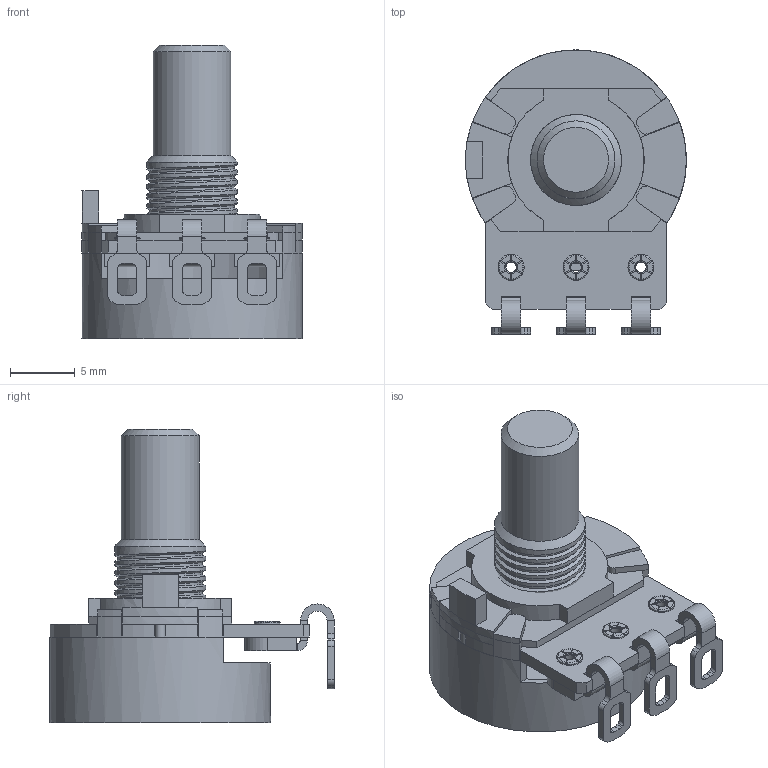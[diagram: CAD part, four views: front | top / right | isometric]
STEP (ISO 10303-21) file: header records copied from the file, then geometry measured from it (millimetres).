
FILE_DESCRIPTION(('FreeCAD Model'),'2;1');
FILE_NAME('RV16AF-10-15R.step','2019-06-27T14:38:12',('Author'),(''), 'Open CASCADE STEP processor 7.3','FreeCAD','Unknown');
FILE_SCHEMA(('AUTOMOTIVE_DESIGN { 1 0 10303 214 1 1 1 1 }'));
Length unit declared in the file: millimetre
Products named in the file (8): RV16_Shaft_15R_1; Metal_Body,_16_mm; RV16_Wafer_; Housing; Bushing_M7x0.75x6.5mm_; RV16_Terminal_Type_10_3; RV16_Terminal_Type_10_2; RV16_Terminal_Type_10_1
Bounding box: 17 x 21.9 x 22.6 mm (x, y, z)
Volume: 1238 mm3; surface area: 2991.5 mm2
Topology: 8 solids, 8 shells, 520 faces, 1285 edges, 788 vertices
Faces by surface type: plane 303, cylinder 146, torus 42, bspline 27, cone 2
Full cylindrical faces by diameter (mm): 0.8 x11, 1 x6, 1.02 x3, 2 x3, 6 x2, 7 x7, 10 x1, 16 x1, 17 x1
Entity records: 18923 total; most frequent: CARTESIAN_POINT 6519, ORIENTED_EDGE 2570, DIRECTION 2533, EDGE_CURVE 1285, AXIS2_PLACEMENT_3D 908, VERTEX_POINT 788, LINE 717, VECTOR 717
